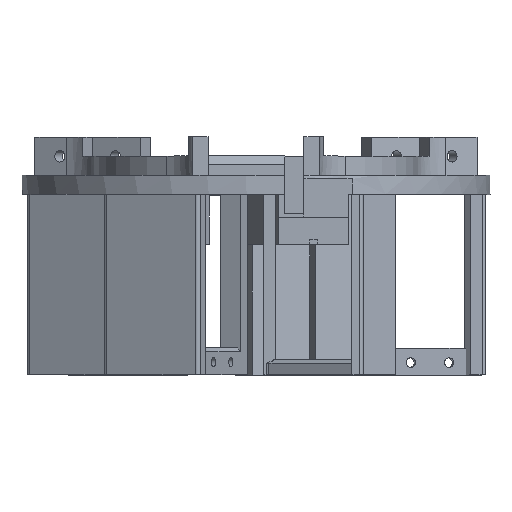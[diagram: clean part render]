
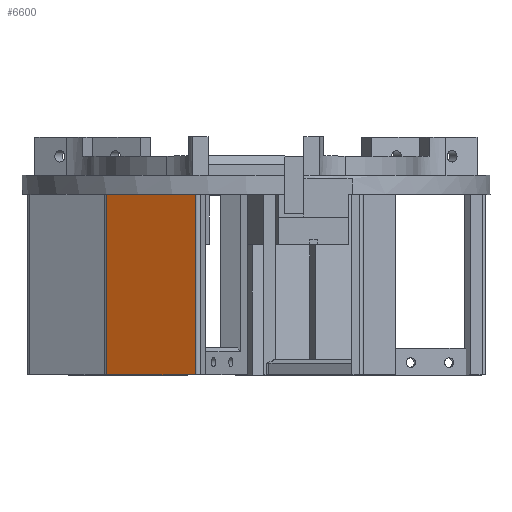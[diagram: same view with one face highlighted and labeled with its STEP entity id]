
A CAD part, top view. The second image highlights one B-rep face of the part: STEP entity #6600.
In plain terms, the highlighted planar face has unit normal (-0.454, 0, 0.891).
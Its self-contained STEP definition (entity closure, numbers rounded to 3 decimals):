
#359=PLANE('',#7068);
#659=FACE_OUTER_BOUND('',#1030,.T.);
#1030=EDGE_LOOP('',(#5502,#5503,#5504,#5505));
#1327=LINE('',#9306,#2117);
#1785=LINE('',#10417,#2575);
#1789=LINE('',#10425,#2579);
#1790=LINE('',#10426,#2580);
#2117=VECTOR('',#7444,10.);
#2575=VECTOR('',#8404,10.);
#2579=VECTOR('',#8412,10.);
#2580=VECTOR('',#8413,10.);
#2917=VERTEX_POINT('',#9303);
#2918=VERTEX_POINT('',#9305);
#3291=VERTEX_POINT('',#10415);
#3293=VERTEX_POINT('',#10424);
#3560=EDGE_CURVE('',#2917,#2918,#1327,.F.);
#4111=EDGE_CURVE('',#3291,#2917,#1785,.T.);
#4115=EDGE_CURVE('',#3293,#3291,#1789,.F.);
#4116=EDGE_CURVE('',#2918,#3293,#1790,.T.);
#5502=ORIENTED_EDGE('',*,*,#4111,.F.);
#5503=ORIENTED_EDGE('',*,*,#4115,.F.);
#5504=ORIENTED_EDGE('',*,*,#4116,.F.);
#5505=ORIENTED_EDGE('',*,*,#3560,.F.);
#6600=ADVANCED_FACE('',(#659),#359,.T.);
#7068=AXIS2_PLACEMENT_3D('',#10423,#8410,#8411);
#7444=DIRECTION('',(-0.891,0.,-0.454));
#8404=DIRECTION('',(0.,1.,0.));
#8410=DIRECTION('center_axis',(-0.454,0.,0.891));
#8411=DIRECTION('ref_axis',(-0.891,0.,-0.454));
#8412=DIRECTION('',(0.891,0.,0.454));
#8413=DIRECTION('',(0.,-1.,0.));
#9303=CARTESIAN_POINT('',(-22.473,-5.,-10.354));
#9305=CARTESIAN_POINT('',(0.698,-5.,1.439));
#9306=CARTESIAN_POINT('',(-4.392,-5.,-1.152));
#10415=CARTESIAN_POINT('',(-22.473,-52.,-10.354));
#10417=CARTESIAN_POINT('',(-22.473,-5.,-10.354));
#10423=CARTESIAN_POINT('Origin',(1.59,-5.,1.893));
#10424=CARTESIAN_POINT('',(0.698,-52.,1.439));
#10425=CARTESIAN_POINT('',(0.253,-52.,1.213));
#10426=CARTESIAN_POINT('',(0.698,-5.,1.439));
